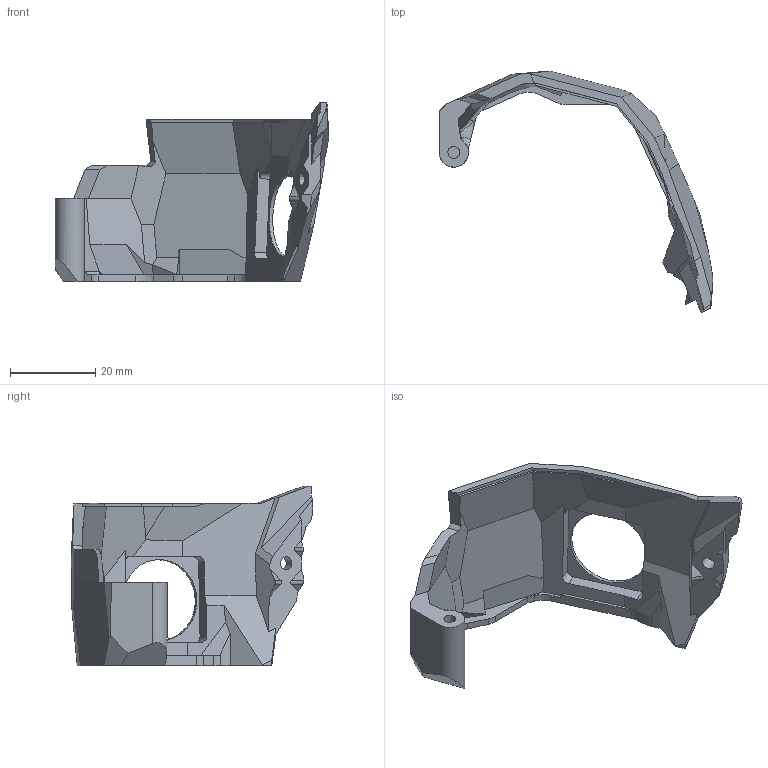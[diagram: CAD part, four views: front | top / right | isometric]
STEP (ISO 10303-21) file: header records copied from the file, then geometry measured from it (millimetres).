
FILE_DESCRIPTION(/* description */ (''),/* implementation_level */ '2;1');
FILE_NAME(/* name */ 'SB20402 v11.step',/* time_stamp */ '2022-12-15T23:57:27+08:00',/* author */ (''),/* organization */ (''),/* preprocessor_version */ 'ST-DEVELOPER v19.2',/* originating_system */ 'Autodesk Translation Framework v11.17.0.187',/* authorisation */ '');
FILE_SCHEMA (('AUTOMOTIVE_DESIGN { 1 0 10303 214 3 1 1 }'));
Length unit declared in the file: millimetre
Products named in the file (1): SB20402
Bounding box: 64.31 x 56.73 x 42.2 mm (x, y, z)
Volume: 9535.6 mm3; surface area: 8035.9 mm2
Topology: 1 solids, 2 shells, 133 faces, 382 edges, 254 vertices
Faces by surface type: plane 108, cylinder 23, bspline 2
Full cylindrical faces by diameter (mm): 2.8 x1, 3 x1, 19 x1
Entity records: 4762 total; most frequent: CARTESIAN_POINT 1203, ORIENTED_EDGE 764, DIRECTION 683, EDGE_CURVE 382, LINE 329, VECTOR 329, VERTEX_POINT 254, AXIS2_PLACEMENT_3D 177
